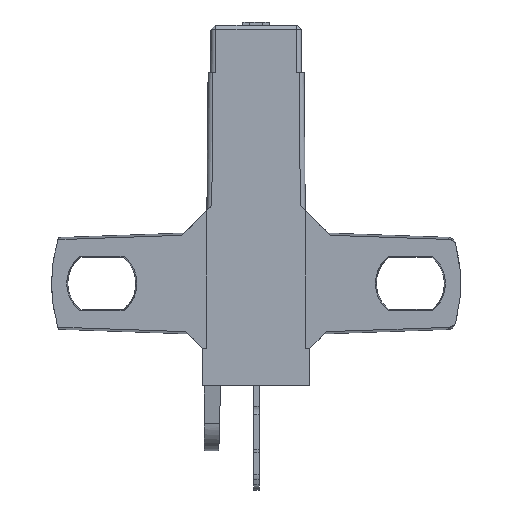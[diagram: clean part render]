
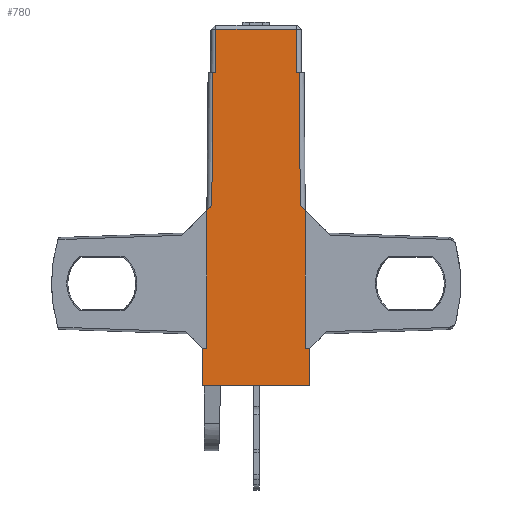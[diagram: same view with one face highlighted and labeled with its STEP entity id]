
A CAD part, front view. The second image highlights one B-rep face of the part: STEP entity #780.
In plain terms, the highlighted planar face has unit normal (0, -1, 0.009).
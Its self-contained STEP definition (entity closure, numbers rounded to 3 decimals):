
#780=ADVANCED_FACE('',(#1154),#1006,.T.);
#1006=PLANE('',#4888);
#1154=FACE_OUTER_BOUND('',#1367,.T.);
#1367=EDGE_LOOP('',(#1779,#1780,#1781,#1782,#1783,#1784,#1785,#1786,#1787,
#1788,#1789,#1790,#1791,#1792,#1793,#1794));
#1779=ORIENTED_EDGE('',*,*,#3475,.F.);
#1780=ORIENTED_EDGE('',*,*,#3476,.T.);
#1781=ORIENTED_EDGE('',*,*,#3477,.T.);
#1782=ORIENTED_EDGE('',*,*,#3400,.F.);
#1783=ORIENTED_EDGE('',*,*,#3478,.F.);
#1784=ORIENTED_EDGE('',*,*,#3479,.T.);
#1785=ORIENTED_EDGE('',*,*,#3480,.T.);
#1786=ORIENTED_EDGE('',*,*,#3481,.T.);
#1787=ORIENTED_EDGE('',*,*,#3469,.T.);
#1788=ORIENTED_EDGE('',*,*,#3482,.F.);
#1789=ORIENTED_EDGE('',*,*,#3483,.T.);
#1790=ORIENTED_EDGE('',*,*,#3484,.F.);
#1791=ORIENTED_EDGE('',*,*,#3485,.F.);
#1792=ORIENTED_EDGE('',*,*,#3486,.F.);
#1793=ORIENTED_EDGE('',*,*,#3487,.T.);
#1794=ORIENTED_EDGE('',*,*,#3488,.T.);
#2978=VERTEX_POINT('',#6363);
#2979=VERTEX_POINT('',#6365);
#3038=VERTEX_POINT('',#6529);
#3039=VERTEX_POINT('',#6530);
#3043=VERTEX_POINT('',#6541);
#3044=VERTEX_POINT('',#6542);
#3045=VERTEX_POINT('',#6544);
#3046=VERTEX_POINT('',#6547);
#3047=VERTEX_POINT('',#6549);
#3048=VERTEX_POINT('',#6551);
#3049=VERTEX_POINT('',#6554);
#3050=VERTEX_POINT('',#6556);
#3051=VERTEX_POINT('',#6558);
#3052=VERTEX_POINT('',#6560);
#3053=VERTEX_POINT('',#6562);
#3054=VERTEX_POINT('',#6564);
#3400=EDGE_CURVE('',#2978,#2979,#4042,.T.);
#3469=EDGE_CURVE('',#3038,#3039,#4087,.T.);
#3475=EDGE_CURVE('',#3043,#3044,#4092,.T.);
#3476=EDGE_CURVE('',#3043,#3045,#4093,.T.);
#3477=EDGE_CURVE('',#3045,#2979,#4094,.T.);
#3478=EDGE_CURVE('',#3046,#2978,#4095,.T.);
#3479=EDGE_CURVE('',#3046,#3047,#4096,.T.);
#3480=EDGE_CURVE('',#3047,#3048,#4097,.T.);
#3481=EDGE_CURVE('',#3048,#3038,#4098,.T.);
#3482=EDGE_CURVE('',#3049,#3039,#4099,.T.);
#3483=EDGE_CURVE('',#3049,#3050,#4100,.T.);
#3484=EDGE_CURVE('',#3051,#3050,#4101,.T.);
#3485=EDGE_CURVE('',#3052,#3051,#4102,.T.);
#3486=EDGE_CURVE('',#3053,#3052,#4103,.T.);
#3487=EDGE_CURVE('',#3053,#3054,#4104,.T.);
#3488=EDGE_CURVE('',#3054,#3044,#4105,.T.);
#4042=LINE('',#6364,#4446);
#4087=LINE('',#6528,#4491);
#4092=LINE('',#6540,#4496);
#4093=LINE('',#6543,#4497);
#4094=LINE('',#6545,#4498);
#4095=LINE('',#6546,#4499);
#4096=LINE('',#6548,#4500);
#4097=LINE('',#6550,#4501);
#4098=LINE('',#6552,#4502);
#4099=LINE('',#6553,#4503);
#4100=LINE('',#6555,#4504);
#4101=LINE('',#6557,#4505);
#4102=LINE('',#6559,#4506);
#4103=LINE('',#6561,#4507);
#4104=LINE('',#6563,#4508);
#4105=LINE('',#6565,#4509);
#4446=VECTOR('',#5221,1.);
#4491=VECTOR('',#5338,1.);
#4496=VECTOR('',#5347,1.);
#4497=VECTOR('',#5348,1.);
#4498=VECTOR('',#5349,1.);
#4499=VECTOR('',#5350,1.);
#4500=VECTOR('',#5351,1.);
#4501=VECTOR('',#5352,1.);
#4502=VECTOR('',#5353,1.);
#4503=VECTOR('',#5354,1.);
#4504=VECTOR('',#5355,1.);
#4505=VECTOR('',#5356,1.);
#4506=VECTOR('',#5357,1.);
#4507=VECTOR('',#5358,1.);
#4508=VECTOR('',#5359,1.);
#4509=VECTOR('',#5360,1.);
#4888=AXIS2_PLACEMENT_3D('',#6566,#5361,#5362);
#5221=DIRECTION('',(0.,0.009,1.));
#5338=DIRECTION('',(-0.71,0.006,0.704));
#5347=DIRECTION('',(0.71,0.006,0.704));
#5348=DIRECTION('',(0.,-0.009,-1.));
#5349=DIRECTION('',(-1.,0.,0.));
#5350=DIRECTION('',(-1.,0.,0.));
#5351=DIRECTION('',(0.,0.009,1.));
#5352=DIRECTION('',(-1.,0.,0.));
#5353=DIRECTION('',(0.,0.009,1.));
#5354=DIRECTION('',(0.009,-0.009,-1.));
#5355=DIRECTION('',(-1.,0.,0.));
#5356=DIRECTION('',(0.009,-0.009,-1.));
#5357=DIRECTION('',(1.,0.,0.));
#5358=DIRECTION('',(0.009,0.009,1.));
#5359=DIRECTION('',(-1.,0.,0.));
#5360=DIRECTION('',(-0.009,-0.009,-1.));
#5361=DIRECTION('',(0.,-1.,0.009));
#5362=DIRECTION('',(0.,-0.009,-1.));
#6363=CARTESIAN_POINT('',(0.38,51.14,-5.));
#6364=CARTESIAN_POINT('',(0.38,51.141,-4.829));
#6365=CARTESIAN_POINT('',(0.38,51.16,-2.7));
#6528=CARTESIAN_POINT('',(10.58,51.201,1.962));
#6529=CARTESIAN_POINT('',(6.722,51.234,5.787));
#6530=CARTESIAN_POINT('',(6.406,51.237,6.1));
#6540=CARTESIAN_POINT('',(-3.219,51.201,1.962));
#6541=CARTESIAN_POINT('',(0.639,51.234,5.787));
#6542=CARTESIAN_POINT('',(0.955,51.237,6.1));
#6543=CARTESIAN_POINT('',(0.639,51.159,-2.804));
#6544=CARTESIAN_POINT('',(0.639,51.16,-2.7));
#6545=CARTESIAN_POINT('',(3.68,51.16,-2.7));
#6546=CARTESIAN_POINT('',(40.74,51.14,-5.));
#6547=CARTESIAN_POINT('',(6.98,51.14,-5.));
#6548=CARTESIAN_POINT('',(6.98,51.139,-5.047));
#6549=CARTESIAN_POINT('',(6.98,51.16,-2.7));
#6550=CARTESIAN_POINT('',(3.68,51.16,-2.7));
#6551=CARTESIAN_POINT('',(6.722,51.16,-2.7));
#6552=CARTESIAN_POINT('',(6.722,51.159,-2.804));
#6553=CARTESIAN_POINT('',(6.333,51.309,14.397));
#6554=CARTESIAN_POINT('',(6.334,51.308,14.3));
#6555=CARTESIAN_POINT('',(3.68,51.308,14.3));
#6556=CARTESIAN_POINT('',(6.184,51.308,14.3));
#6557=CARTESIAN_POINT('',(6.159,51.334,17.197));
#6558=CARTESIAN_POINT('',(6.161,51.331,16.95));
#6559=CARTESIAN_POINT('',(1.209,51.331,16.95));
#6560=CARTESIAN_POINT('',(1.207,51.331,16.95));
#6561=CARTESIAN_POINT('',(1.185,51.309,14.397));
#6562=CARTESIAN_POINT('',(1.184,51.308,14.3));
#6563=CARTESIAN_POINT('',(3.68,51.308,14.3));
#6564=CARTESIAN_POINT('',(1.027,51.308,14.3));
#6565=CARTESIAN_POINT('',(0.953,51.234,5.797));
#6566=CARTESIAN_POINT('',(3.68,51.14,-4.997));
